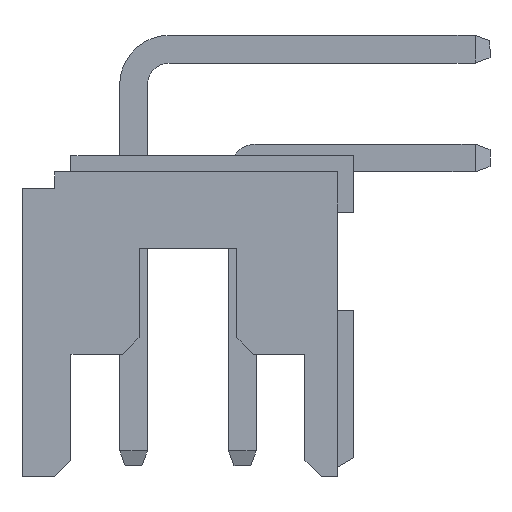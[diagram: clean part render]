
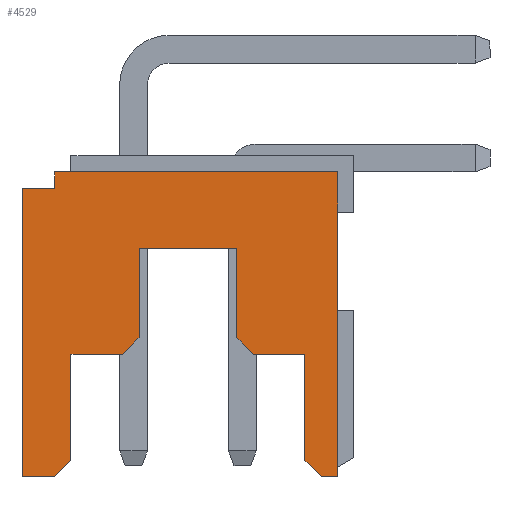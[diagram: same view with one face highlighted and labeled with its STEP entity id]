
A CAD part, left-side view. The second image highlights one B-rep face of the part: STEP entity #4529.
In plain terms, the highlighted planar face has unit normal (-1, 0, 0).
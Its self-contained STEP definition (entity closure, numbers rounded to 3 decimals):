
#3 = VECTOR ( 'NONE', #791, 1000. ) ;
#5 = ORIENTED_EDGE ( 'NONE', *, *, #2408, .T. ) ;
#14 = DIRECTION ( 'NONE',  ( 0., 0., -1. ) ) ;
#124 = DIRECTION ( 'NONE',  ( 0., -1., 0. ) ) ;
#200 = CARTESIAN_POINT ( 'NONE',  ( -5., 5.5, 2.5 ) ) ;
#261 = ORIENTED_EDGE ( 'NONE', *, *, #4773, .F. ) ;
#270 = EDGE_CURVE ( 'NONE', #552, #2528, #690, .T. ) ;
#279 = CARTESIAN_POINT ( 'NONE',  ( -5., 0.3, 2.8 ) ) ;
#298 = CARTESIAN_POINT ( 'NONE',  ( -5., 0.3, 2.8 ) ) ;
#387 = ORIENTED_EDGE ( 'NONE', *, *, #1039, .T. ) ;
#438 = ORIENTED_EDGE ( 'NONE', *, *, #795, .T. ) ;
#456 = LINE ( 'NONE', #3035, #2099 ) ;
#479 = EDGE_CURVE ( 'NONE', #4100, #1093, #4695, .T. ) ;
#512 = VECTOR ( 'NONE', #1666, 1000. ) ;
#552 = VERTEX_POINT ( 'NONE', #1768 ) ;
#675 = VECTOR ( 'NONE', #1584, 1000. ) ;
#690 = LINE ( 'NONE', #1006, #1242 ) ;
#715 = CARTESIAN_POINT ( 'NONE',  ( -5., 5.2, -2.5 ) ) ;
#750 = VECTOR ( 'NONE', #4060, 1000. ) ;
#781 = CARTESIAN_POINT ( 'NONE',  ( -5., 5.5, 2.8 ) ) ;
#791 = DIRECTION ( 'NONE',  ( 0., 1., 0. ) ) ;
#795 = EDGE_CURVE ( 'NONE', #2528, #2563, #1144, .T. ) ;
#986 = LINE ( 'NONE', #3641, #2813 ) ;
#1006 = CARTESIAN_POINT ( 'NONE',  ( -5., 23.661, -2.8 ) ) ;
#1011 = EDGE_CURVE ( 'NONE', #1724, #2224, #2027, .T. ) ;
#1039 = EDGE_CURVE ( 'NONE', #3230, #3071, #1535, .T. ) ;
#1071 = ORIENTED_EDGE ( 'NONE', *, *, #2716, .F. ) ;
#1084 = CARTESIAN_POINT ( 'NONE',  ( -5., 0.3, -2.8 ) ) ;
#1093 = VERTEX_POINT ( 'NONE', #200 ) ;
#1123 = CARTESIAN_POINT ( 'NONE',  ( -5., 5.2, -0.55 ) ) ;
#1144 = LINE ( 'NONE', #715, #675 ) ;
#1163 = DIRECTION ( 'NONE',  ( 0., 0., 1. ) ) ;
#1177 = ORIENTED_EDGE ( 'NONE', *, *, #2023, .F. ) ;
#1200 = PLANE ( 'NONE',  #2280 ) ;
#1223 = CARTESIAN_POINT ( 'NONE',  ( -5., 5.2, -0.55 ) ) ;
#1242 = VECTOR ( 'NONE', #4186, 1000. ) ;
#1264 = DIRECTION ( 'NONE',  ( 0., -0.707, -0.707 ) ) ;
#1312 = VECTOR ( 'NONE', #14, 1000. ) ;
#1313 = LINE ( 'NONE', #298, #4305 ) ;
#1399 = DIRECTION ( 'NONE',  ( 0., -0.707, -0.707 ) ) ;
#1419 = CARTESIAN_POINT ( 'NONE',  ( -5., 2.15, -0.25 ) ) ;
#1420 = EDGE_CURVE ( 'NONE', #1093, #2060, #3573, .T. ) ;
#1526 = LINE ( 'NONE', #3269, #4129 ) ;
#1535 = LINE ( 'NONE', #2677, #3798 ) ;
#1581 = CARTESIAN_POINT ( 'NONE',  ( -5., 3.95, -0.25 ) ) ;
#1584 = DIRECTION ( 'NONE',  ( 0., -0.707, 0.707 ) ) ;
#1612 = VERTEX_POINT ( 'NONE', #3463 ) ;
#1622 = VECTOR ( 'NONE', #1923, 1000. ) ;
#1666 = DIRECTION ( 'NONE',  ( 0., -0.707, 0.707 ) ) ;
#1705 = DIRECTION ( 'NONE',  ( 0., 0., -1. ) ) ;
#1724 = VERTEX_POINT ( 'NONE', #4690 ) ;
#1768 = CARTESIAN_POINT ( 'NONE',  ( -5., 6.1, -2.8 ) ) ;
#1862 = CARTESIAN_POINT ( 'NONE',  ( -5., 6.1, 2.5 ) ) ;
#1908 = DIRECTION ( 'NONE',  ( 0., -1., 0. ) ) ;
#1916 = ORIENTED_EDGE ( 'NONE', *, *, #2056, .F. ) ;
#1923 = DIRECTION ( 'NONE',  ( 0., 1., 0. ) ) ;
#1975 = VERTEX_POINT ( 'NONE', #3327 ) ;
#2004 = VECTOR ( 'NONE', #1399, 1000. ) ;
#2023 = EDGE_CURVE ( 'NONE', #2726, #3430, #2050, .T. ) ;
#2027 = LINE ( 'NONE', #5054, #2526 ) ;
#2050 = LINE ( 'NONE', #2982, #3533 ) ;
#2056 = EDGE_CURVE ( 'NONE', #3430, #2563, #5614, .T. ) ;
#2060 = VERTEX_POINT ( 'NONE', #4184 ) ;
#2067 = ORIENTED_EDGE ( 'NONE', *, *, #270, .T. ) ;
#2091 = DIRECTION ( 'NONE',  ( 0., 0., 1. ) ) ;
#2099 = VECTOR ( 'NONE', #1264, 1000. ) ;
#2120 = LINE ( 'NONE', #3394, #3 ) ;
#2186 = CARTESIAN_POINT ( 'NONE',  ( -5., 2.15, 1.4 ) ) ;
#2201 = LINE ( 'NONE', #3939, #1312 ) ;
#2224 = VERTEX_POINT ( 'NONE', #1084 ) ;
#2280 = AXIS2_PLACEMENT_3D ( 'NONE', #2575, #5189, #4682 ) ;
#2322 = CARTESIAN_POINT ( 'NONE',  ( -5., 3.95, 1.4 ) ) ;
#2348 = ORIENTED_EDGE ( 'NONE', *, *, #4081, .T. ) ;
#2356 = VERTEX_POINT ( 'NONE', #279 ) ;
#2381 = LINE ( 'NONE', #2322, #750 ) ;
#2408 = EDGE_CURVE ( 'NONE', #2726, #1975, #3343, .T. ) ;
#2526 = VECTOR ( 'NONE', #1908, 1000. ) ;
#2528 = VERTEX_POINT ( 'NONE', #3457 ) ;
#2542 = ORIENTED_EDGE ( 'NONE', *, *, #3208, .T. ) ;
#2556 = ORIENTED_EDGE ( 'NONE', *, *, #4866, .F. ) ;
#2563 = VERTEX_POINT ( 'NONE', #2629 ) ;
#2575 = CARTESIAN_POINT ( 'NONE',  ( -5., 23.661, 2.8 ) ) ;
#2629 = CARTESIAN_POINT ( 'NONE',  ( -5., 5.2, -2.5 ) ) ;
#2677 = CARTESIAN_POINT ( 'NONE',  ( -5., 0.9, -0.55 ) ) ;
#2687 = VECTOR ( 'NONE', #1705, 1000. ) ;
#2716 = EDGE_CURVE ( 'NONE', #3524, #1975, #2381, .T. ) ;
#2726 = VERTEX_POINT ( 'NONE', #5044 ) ;
#2784 = EDGE_CURVE ( 'NONE', #3230, #4949, #1526, .T. ) ;
#2813 = VECTOR ( 'NONE', #124, 1000. ) ;
#2863 = DIRECTION ( 'NONE',  ( 0., 0., -1. ) ) ;
#2982 = CARTESIAN_POINT ( 'NONE',  ( -5., 5.2, -0.55 ) ) ;
#3035 = CARTESIAN_POINT ( 'NONE',  ( -5., 0.9, -2.5 ) ) ;
#3071 = VERTEX_POINT ( 'NONE', #3221 ) ;
#3208 = EDGE_CURVE ( 'NONE', #4094, #1612, #2201, .T. ) ;
#3221 = CARTESIAN_POINT ( 'NONE',  ( -5., 0.9, -2.5 ) ) ;
#3230 = VERTEX_POINT ( 'NONE', #5214 ) ;
#3252 = LINE ( 'NONE', #5477, #5230 ) ;
#3254 = ORIENTED_EDGE ( 'NONE', *, *, #2784, .F. ) ;
#3269 = CARTESIAN_POINT ( 'NONE',  ( -5., 5.2, -0.55 ) ) ;
#3301 = ORIENTED_EDGE ( 'NONE', *, *, #1420, .T. ) ;
#3319 = EDGE_CURVE ( 'NONE', #4100, #2356, #986, .T. ) ;
#3321 = EDGE_CURVE ( 'NONE', #1612, #4949, #5317, .T. ) ;
#3327 = CARTESIAN_POINT ( 'NONE',  ( -5., 3.95, -0.25 ) ) ;
#3343 = LINE ( 'NONE', #1581, #512 ) ;
#3369 = FACE_OUTER_BOUND ( 'NONE', #5431, .T. ) ;
#3394 = CARTESIAN_POINT ( 'NONE',  ( -5., 3.95, 1.4 ) ) ;
#3430 = VERTEX_POINT ( 'NONE', #1223 ) ;
#3457 = CARTESIAN_POINT ( 'NONE',  ( -5., 5.5, -2.8 ) ) ;
#3463 = CARTESIAN_POINT ( 'NONE',  ( -5., 2.15, -0.25 ) ) ;
#3524 = VERTEX_POINT ( 'NONE', #4135 ) ;
#3533 = VECTOR ( 'NONE', #4296, 1000. ) ;
#3567 = DIRECTION ( 'NONE',  ( 0., 0., -1. ) ) ;
#3573 = LINE ( 'NONE', #1862, #1622 ) ;
#3641 = CARTESIAN_POINT ( 'NONE',  ( -5., 23.661, 2.8 ) ) ;
#3704 = ORIENTED_EDGE ( 'NONE', *, *, #479, .T. ) ;
#3798 = VECTOR ( 'NONE', #3567, 1000. ) ;
#3881 = CARTESIAN_POINT ( 'NONE',  ( -5., 1.85, -0.55 ) ) ;
#3939 = CARTESIAN_POINT ( 'NONE',  ( -5., 2.15, 1.4 ) ) ;
#4060 = DIRECTION ( 'NONE',  ( 0., 0., -1. ) ) ;
#4081 = EDGE_CURVE ( 'NONE', #3071, #1724, #456, .T. ) ;
#4094 = VERTEX_POINT ( 'NONE', #2186 ) ;
#4100 = VERTEX_POINT ( 'NONE', #5248 ) ;
#4129 = VECTOR ( 'NONE', #5014, 1000. ) ;
#4135 = CARTESIAN_POINT ( 'NONE',  ( -5., 3.95, 1.4 ) ) ;
#4184 = CARTESIAN_POINT ( 'NONE',  ( -5., 6.1, 2.5 ) ) ;
#4186 = DIRECTION ( 'NONE',  ( 0., -1., 0. ) ) ;
#4296 = DIRECTION ( 'NONE',  ( 0., 1., 0. ) ) ;
#4305 = VECTOR ( 'NONE', #2091, 1000. ) ;
#4420 = ORIENTED_EDGE ( 'NONE', *, *, #1011, .T. ) ;
#4529 = ADVANCED_FACE ( 'NONE', ( #3369 ), #1200, .F. ) ;
#4682 = DIRECTION ( 'NONE',  ( 0., 0., -1. ) ) ;
#4690 = CARTESIAN_POINT ( 'NONE',  ( -5., 0.6, -2.8 ) ) ;
#4695 = LINE ( 'NONE', #781, #2687 ) ;
#4773 = EDGE_CURVE ( 'NONE', #552, #2060, #3252, .T. ) ;
#4810 = VECTOR ( 'NONE', #2863, 1000. ) ;
#4866 = EDGE_CURVE ( 'NONE', #4094, #3524, #2120, .T. ) ;
#4879 = EDGE_CURVE ( 'NONE', #2224, #2356, #1313, .T. ) ;
#4949 = VERTEX_POINT ( 'NONE', #3881 ) ;
#4987 = ORIENTED_EDGE ( 'NONE', *, *, #3321, .T. ) ;
#5014 = DIRECTION ( 'NONE',  ( 0., 1., 0. ) ) ;
#5044 = CARTESIAN_POINT ( 'NONE',  ( -5., 4.25, -0.55 ) ) ;
#5054 = CARTESIAN_POINT ( 'NONE',  ( -5., 23.661, -2.8 ) ) ;
#5189 = DIRECTION ( 'NONE',  ( 1., 0., 0. ) ) ;
#5214 = CARTESIAN_POINT ( 'NONE',  ( -5., 0.9, -0.55 ) ) ;
#5221 = ORIENTED_EDGE ( 'NONE', *, *, #3319, .F. ) ;
#5230 = VECTOR ( 'NONE', #1163, 1000. ) ;
#5248 = CARTESIAN_POINT ( 'NONE',  ( -5., 5.5, 2.8 ) ) ;
#5317 = LINE ( 'NONE', #1419, #2004 ) ;
#5367 = ORIENTED_EDGE ( 'NONE', *, *, #4879, .T. ) ;
#5431 = EDGE_LOOP ( 'NONE', ( #3704, #3301, #261, #2067, #438, #1916, #1177, #5, #1071, #2556, #2542, #4987, #3254, #387, #2348, #4420, #5367, #5221 ) ) ;
#5477 = CARTESIAN_POINT ( 'NONE',  ( -5., 6.1, 2.8 ) ) ;
#5614 = LINE ( 'NONE', #1123, #4810 ) ;
